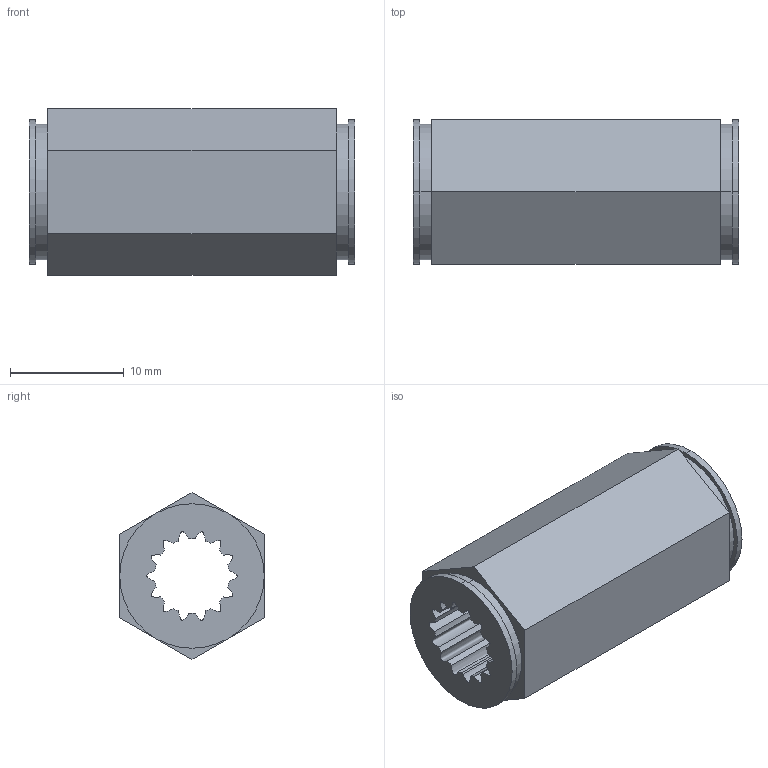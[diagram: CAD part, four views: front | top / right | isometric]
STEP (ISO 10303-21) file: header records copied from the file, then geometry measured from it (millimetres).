
FILE_DESCRIPTION (( 'STEP AP214' ), '1' );
FILE_NAME ('WCP-0282 Rev1.STEP', '2020-12-08T00:14:00', ( '' ), ( '' ), 'SwSTEP 2.0', 'SolidWorks 2018', '' );
FILE_SCHEMA (( 'AUTOMOTIVE_DESIGN' ));
Length unit declared in the file: inch
Products named in the file (1): WCP-0282 Rev1
Bounding box: 28.57 x 12.7 x 14.66 mm (x, y, z)
Volume: 2803.6 mm3; surface area: 2434.4 mm2
Topology: 1 solids, 1 shells, 49 faces, 129 edges, 86 vertices
Faces by surface type: cylinder 23, bspline 14, plane 12
Entity records: 3225 total; most frequent: CARTESIAN_POINT 2015, ORIENTED_EDGE 258, DIRECTION 219, EDGE_CURVE 129, VERTEX_POINT 86, AXIS2_PLACEMENT_3D 82, EDGE_LOOP 55, VECTOR 55
